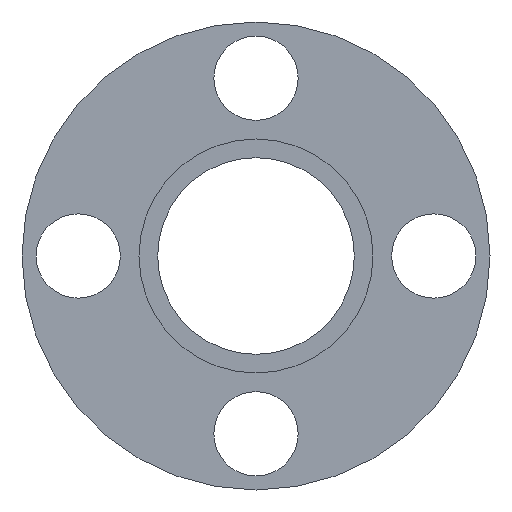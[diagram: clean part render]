
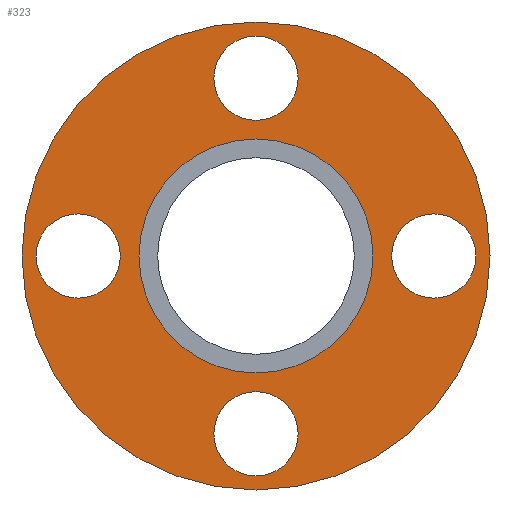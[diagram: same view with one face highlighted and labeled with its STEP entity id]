
A CAD part, front view. The second image highlights one B-rep face of the part: STEP entity #323.
In plain terms, the highlighted planar face has unit normal (0, -1, 0).
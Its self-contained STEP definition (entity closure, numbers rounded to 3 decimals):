
#11 = CARTESIAN_POINT ( 'NONE',  ( 3.8, 0., 0. ) ) ;
#15 = CIRCLE ( 'NONE', #433, 0.9 ) ;
#24 = CARTESIAN_POINT ( 'NONE',  ( -3.8, 0., -0.9 ) ) ;
#26 = CIRCLE ( 'NONE', #293, 0.9 ) ;
#31 = VERTEX_POINT ( 'NONE', #563 ) ;
#32 = DIRECTION ( 'NONE',  ( 0., 1., 0. ) ) ;
#34 = AXIS2_PLACEMENT_3D ( 'NONE', #11, #101, #382 ) ;
#36 = VERTEX_POINT ( 'NONE', #428 ) ;
#39 = ORIENTED_EDGE ( 'NONE', *, *, #331, .T. ) ;
#42 = CIRCLE ( 'NONE', #467, 5. ) ;
#51 = CARTESIAN_POINT ( 'NONE',  ( 0., 0., -4.7 ) ) ;
#54 = VERTEX_POINT ( 'NONE', #131 ) ;
#55 = FACE_OUTER_BOUND ( 'NONE', #614, .T. ) ;
#68 = EDGE_LOOP ( 'NONE', ( #282, #361 ) ) ;
#69 = DIRECTION ( 'NONE',  ( -1., 0., 0. ) ) ;
#73 = AXIS2_PLACEMENT_3D ( 'NONE', #220, #125, #356 ) ;
#77 = ORIENTED_EDGE ( 'NONE', *, *, #373, .T. ) ;
#80 = DIRECTION ( 'NONE',  ( 0., 0., 1. ) ) ;
#83 = CIRCLE ( 'NONE', #544, 0.9 ) ;
#91 = AXIS2_PLACEMENT_3D ( 'NONE', #545, #197, #202 ) ;
#93 = EDGE_CURVE ( 'NONE', #31, #54, #215, .T. ) ;
#98 = CARTESIAN_POINT ( 'NONE',  ( 0., 0., 0. ) ) ;
#101 = DIRECTION ( 'NONE',  ( 0., 1., 0. ) ) ;
#109 = CARTESIAN_POINT ( 'NONE',  ( 3.8, 0., -0.9 ) ) ;
#114 = CARTESIAN_POINT ( 'NONE',  ( 3.8, 0., 0. ) ) ;
#125 = DIRECTION ( 'NONE',  ( 0., 1., 0. ) ) ;
#129 = ORIENTED_EDGE ( 'NONE', *, *, #469, .T. ) ;
#130 = AXIS2_PLACEMENT_3D ( 'NONE', #511, #363, #180 ) ;
#131 = CARTESIAN_POINT ( 'NONE',  ( 0., 0., 2.5 ) ) ;
#151 = CIRCLE ( 'NONE', #34, 0.9 ) ;
#160 = DIRECTION ( 'NONE',  ( 0., 1., 0. ) ) ;
#180 = DIRECTION ( 'NONE',  ( 1., 0., 0. ) ) ;
#193 = AXIS2_PLACEMENT_3D ( 'NONE', #114, #607, #69 ) ;
#197 = DIRECTION ( 'NONE',  ( 0., 1., 0. ) ) ;
#202 = DIRECTION ( 'NONE',  ( 0., 0., 1. ) ) ;
#205 = VERTEX_POINT ( 'NONE', #429 ) ;
#207 = CIRCLE ( 'NONE', #556, 0.9 ) ;
#215 = CIRCLE ( 'NONE', #588, 2.5 ) ;
#220 = CARTESIAN_POINT ( 'NONE',  ( 0., 0., 0. ) ) ;
#224 = DIRECTION ( 'NONE',  ( 0., 0., -1. ) ) ;
#225 = VERTEX_POINT ( 'NONE', #51 ) ;
#235 = EDGE_CURVE ( 'NONE', #225, #474, #575, .T. ) ;
#237 = VERTEX_POINT ( 'NONE', #109 ) ;
#238 = DIRECTION ( 'NONE',  ( 0., 1., 0. ) ) ;
#242 = ORIENTED_EDGE ( 'NONE', *, *, #475, .T. ) ;
#243 = DIRECTION ( 'NONE',  ( 0., 0., 1. ) ) ;
#251 = DIRECTION ( 'NONE',  ( 0., 0., 1. ) ) ;
#258 = CARTESIAN_POINT ( 'NONE',  ( 0., 0., 3.8 ) ) ;
#262 = FACE_BOUND ( 'NONE', #606, .T. ) ;
#274 = CARTESIAN_POINT ( 'NONE',  ( 0., 0., 3.8 ) ) ;
#275 = EDGE_CURVE ( 'NONE', #54, #31, #514, .T. ) ;
#278 = EDGE_CURVE ( 'NONE', #315, #237, #151, .T. ) ;
#282 = ORIENTED_EDGE ( 'NONE', *, *, #93, .T. ) ;
#284 = EDGE_LOOP ( 'NONE', ( #579, #39 ) ) ;
#293 = AXIS2_PLACEMENT_3D ( 'NONE', #391, #585, #592 ) ;
#294 = FACE_BOUND ( 'NONE', #508, .T. ) ;
#315 = VERTEX_POINT ( 'NONE', #386 ) ;
#323 = ADVANCED_FACE ( 'NONE', ( #595, #339, #262, #294, #489, #55 ), #448, .F. ) ;
#326 = ORIENTED_EDGE ( 'NONE', *, *, #278, .T. ) ;
#331 = EDGE_CURVE ( 'NONE', #474, #225, #26, .T. ) ;
#339 = FACE_BOUND ( 'NONE', #358, .T. ) ;
#356 = DIRECTION ( 'NONE',  ( 0., 0., 1. ) ) ;
#358 = EDGE_LOOP ( 'NONE', ( #242, #510 ) ) ;
#361 = ORIENTED_EDGE ( 'NONE', *, *, #275, .T. ) ;
#363 = DIRECTION ( 'NONE',  ( 0., 1., 0. ) ) ;
#370 = VERTEX_POINT ( 'NONE', #492 ) ;
#373 = EDGE_CURVE ( 'NONE', #36, #553, #15, .T. ) ;
#379 = VERTEX_POINT ( 'NONE', #548 ) ;
#382 = DIRECTION ( 'NONE',  ( -1., 0., 0. ) ) ;
#384 = ORIENTED_EDGE ( 'NONE', *, *, #425, .T. ) ;
#386 = CARTESIAN_POINT ( 'NONE',  ( 3.8, 0., 0.9 ) ) ;
#390 = CIRCLE ( 'NONE', #193, 0.9 ) ;
#391 = CARTESIAN_POINT ( 'NONE',  ( 0., 0., -3.8 ) ) ;
#395 = EDGE_CURVE ( 'NONE', #205, #379, #487, .T. ) ;
#405 = CARTESIAN_POINT ( 'NONE',  ( 0., 0., -2.9 ) ) ;
#416 = EDGE_CURVE ( 'NONE', #379, #205, #42, .T. ) ;
#417 = VERTEX_POINT ( 'NONE', #24 ) ;
#423 = CARTESIAN_POINT ( 'NONE',  ( -3.8, 0., 0. ) ) ;
#425 = EDGE_CURVE ( 'NONE', #237, #315, #390, .T. ) ;
#428 = CARTESIAN_POINT ( 'NONE',  ( 0., 0., 4.7 ) ) ;
#429 = CARTESIAN_POINT ( 'NONE',  ( 0., 0., -5. ) ) ;
#431 = DIRECTION ( 'NONE',  ( 1., 0., 0. ) ) ;
#433 = AXIS2_PLACEMENT_3D ( 'NONE', #258, #444, #454 ) ;
#443 = AXIS2_PLACEMENT_3D ( 'NONE', #536, #160, #251 ) ;
#444 = DIRECTION ( 'NONE',  ( 0., 1., 0. ) ) ;
#448 = PLANE ( 'NONE',  #443 ) ;
#454 = DIRECTION ( 'NONE',  ( 0., 0., -1. ) ) ;
#459 = CARTESIAN_POINT ( 'NONE',  ( 0., 0., 0. ) ) ;
#465 = DIRECTION ( 'NONE',  ( 0., 1., 0. ) ) ;
#467 = AXIS2_PLACEMENT_3D ( 'NONE', #459, #465, #80 ) ;
#469 = EDGE_CURVE ( 'NONE', #553, #36, #83, .T. ) ;
#474 = VERTEX_POINT ( 'NONE', #405 ) ;
#475 = EDGE_CURVE ( 'NONE', #417, #370, #478, .T. ) ;
#478 = CIRCLE ( 'NONE', #130, 0.9 ) ;
#479 = ORIENTED_EDGE ( 'NONE', *, *, #416, .F. ) ;
#484 = CARTESIAN_POINT ( 'NONE',  ( 0., 0., 2.9 ) ) ;
#487 = CIRCLE ( 'NONE', #73, 5. ) ;
#489 = FACE_BOUND ( 'NONE', #284, .T. ) ;
#490 = DIRECTION ( 'NONE',  ( 0., 0., 1. ) ) ;
#492 = CARTESIAN_POINT ( 'NONE',  ( -3.8, 0., 0.9 ) ) ;
#508 = EDGE_LOOP ( 'NONE', ( #384, #326 ) ) ;
#510 = ORIENTED_EDGE ( 'NONE', *, *, #538, .T. ) ;
#511 = CARTESIAN_POINT ( 'NONE',  ( -3.8, 0., 0. ) ) ;
#514 = CIRCLE ( 'NONE', #91, 2.5 ) ;
#533 = DIRECTION ( 'NONE',  ( 0., 1., 0. ) ) ;
#536 = CARTESIAN_POINT ( 'NONE',  ( 0., 0., 0. ) ) ;
#538 = EDGE_CURVE ( 'NONE', #370, #417, #207, .T. ) ;
#539 = DIRECTION ( 'NONE',  ( 0., 1., 0. ) ) ;
#540 = CARTESIAN_POINT ( 'NONE',  ( 0., 0., -3.8 ) ) ;
#544 = AXIS2_PLACEMENT_3D ( 'NONE', #274, #32, #224 ) ;
#545 = CARTESIAN_POINT ( 'NONE',  ( 0., 0., 0. ) ) ;
#548 = CARTESIAN_POINT ( 'NONE',  ( 0., 0., 5. ) ) ;
#553 = VERTEX_POINT ( 'NONE', #484 ) ;
#556 = AXIS2_PLACEMENT_3D ( 'NONE', #423, #238, #431 ) ;
#563 = CARTESIAN_POINT ( 'NONE',  ( 0., 0., -2.5 ) ) ;
#575 = CIRCLE ( 'NONE', #599, 0.9 ) ;
#579 = ORIENTED_EDGE ( 'NONE', *, *, #235, .T. ) ;
#584 = ORIENTED_EDGE ( 'NONE', *, *, #395, .F. ) ;
#585 = DIRECTION ( 'NONE',  ( 0., 1., 0. ) ) ;
#588 = AXIS2_PLACEMENT_3D ( 'NONE', #98, #539, #243 ) ;
#592 = DIRECTION ( 'NONE',  ( 0., 0., 1. ) ) ;
#595 = FACE_BOUND ( 'NONE', #68, .T. ) ;
#599 = AXIS2_PLACEMENT_3D ( 'NONE', #540, #533, #490 ) ;
#606 = EDGE_LOOP ( 'NONE', ( #129, #77 ) ) ;
#607 = DIRECTION ( 'NONE',  ( 0., 1., 0. ) ) ;
#614 = EDGE_LOOP ( 'NONE', ( #584, #479 ) ) ;
